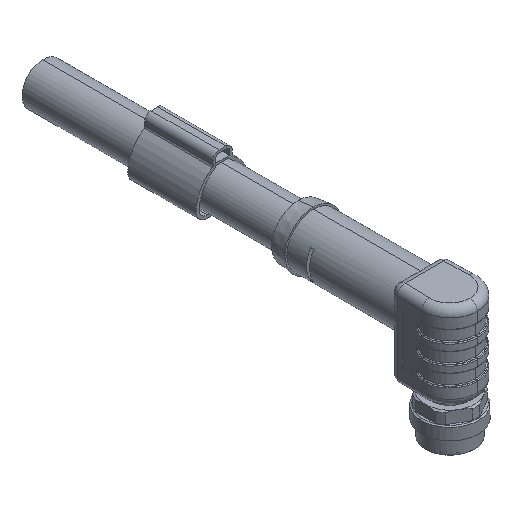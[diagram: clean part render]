
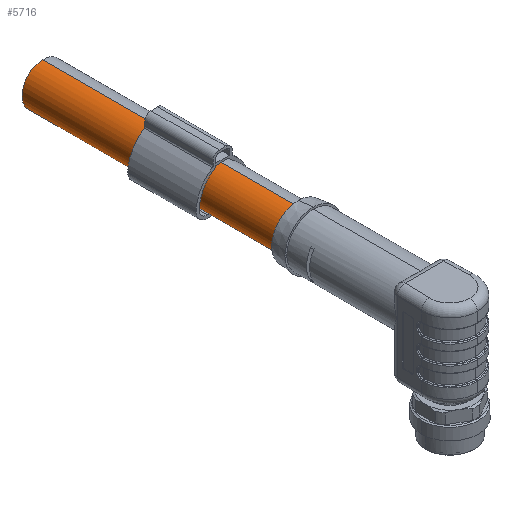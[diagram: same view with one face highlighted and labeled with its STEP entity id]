
A CAD part, isometric view. The second image highlights one B-rep face of the part: STEP entity #5716.
In plain terms, the highlighted cylindrical face has radius 5.5 mm (diameter 11 mm), a partial arc.
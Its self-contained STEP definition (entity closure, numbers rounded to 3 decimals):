
#5681=AXIS2_PLACEMENT_3D('Cylinder Axis2P3D',#5678,#5679,#5680) ;
#5699=AXIS2_PLACEMENT_3D('Circle Axis2P3D',#5697,#5698,$) ;
#5706=AXIS2_PLACEMENT_3D('Circle Axis2P3D',#5704,#5705,$) ;
#5568=CARTESIAN_POINT('Control Point',(7.5,47.5,33.2)) ;
#5569=CARTESIAN_POINT('Control Point',(6.926,47.5,33.2)) ;
#5570=CARTESIAN_POINT('Control Point',(6.351,47.5,33.125)) ;
#5571=CARTESIAN_POINT('Control Point',(5.79,47.5,32.975)) ;
#5572=CARTESIAN_POINT('Control Point',(4.719,47.5,32.532)) ;
#5573=CARTESIAN_POINT('Control Point',(3.798,47.5,31.829)) ;
#5574=CARTESIAN_POINT('Control Point',(3.386,47.5,31.419)) ;
#5575=CARTESIAN_POINT('Control Point',(2.68,47.5,30.501)) ;
#5576=CARTESIAN_POINT('Control Point',(2.232,47.5,29.432)) ;
#5577=CARTESIAN_POINT('Control Point',(2.08,47.5,28.871)) ;
#5578=CARTESIAN_POINT('Control Point',(1.925,47.5,27.723)) ;
#5579=CARTESIAN_POINT('Control Point',(2.07,47.5,26.573)) ;
#5580=CARTESIAN_POINT('Control Point',(2.218,47.5,26.011)) ;
#5581=CARTESIAN_POINT('Control Point',(2.657,47.5,24.939)) ;
#5582=CARTESIAN_POINT('Control Point',(3.356,47.5,24.015)) ;
#5583=CARTESIAN_POINT('Control Point',(3.764,47.5,23.602)) ;
#5584=CARTESIAN_POINT('Control Point',(4.679,47.5,22.891)) ;
#5585=CARTESIAN_POINT('Control Point',(5.746,47.5,22.439)) ;
#5586=CARTESIAN_POINT('Control Point',(6.307,47.5,22.285)) ;
#5587=CARTESIAN_POINT('Control Point',(6.889,47.5,22.204)) ;
#5588=CARTESIAN_POINT('Control Point',(7.473,47.5,22.2)) ;
#5589=CARTESIAN_POINT('Control Point',(7.482,47.5,22.2)) ;
#5590=CARTESIAN_POINT('Control Point',(7.491,47.5,22.2)) ;
#5591=CARTESIAN_POINT('Control Point',(7.5,47.5,22.2)) ;
#5592=CARTESIAN_POINT('Vertex',(7.5,47.5,33.2)) ;
#5594=CARTESIAN_POINT('Vertex',(7.5,47.5,22.2)) ;
#5678=CARTESIAN_POINT('Axis2P3D Location',(7.5,134.823,27.7)) ;
#5683=CARTESIAN_POINT('Line Origine',(7.5,134.823,22.2)) ;
#5687=CARTESIAN_POINT('Vertex',(7.5,114.823,22.2)) ;
#5690=CARTESIAN_POINT('Line Origine',(7.5,134.823,33.2)) ;
#5694=CARTESIAN_POINT('Vertex',(7.5,114.823,33.2)) ;
#5697=CARTESIAN_POINT('Axis2P3D Location',(7.5,114.823,27.7)) ;
#5701=CARTESIAN_POINT('Vertex',(2.,114.823,27.7)) ;
#5704=CARTESIAN_POINT('Axis2P3D Location',(7.5,114.823,27.7)) ;
#5679=DIRECTION('Axis2P3D Direction',(0.,-1.,0.)) ;
#5680=DIRECTION('Axis2P3D XDirection',(0.,0.,1.)) ;
#5684=DIRECTION('Vector Direction',(0.,-1.,0.)) ;
#5691=DIRECTION('Vector Direction',(0.,-1.,0.)) ;
#5698=DIRECTION('Axis2P3D Direction',(0.,-1.,0.)) ;
#5705=DIRECTION('Axis2P3D Direction',(0.,-1.,0.)) ;
#5685=VECTOR('Line Direction',#5684,1.) ;
#5692=VECTOR('Line Direction',#5691,1.) ;
#5710=ORIENTED_EDGE('',*,*,#5689,.T.) ;
#5711=ORIENTED_EDGE('',*,*,#5596,.F.) ;
#5712=ORIENTED_EDGE('',*,*,#5696,.T.) ;
#5713=ORIENTED_EDGE('',*,*,#5703,.F.) ;
#5714=ORIENTED_EDGE('',*,*,#5708,.F.) ;
#5716=ADVANCED_FACE('Hauptk\X2\00F6\X0\rper.1',(#5715),#5682,.T.) ;
#5567=B_SPLINE_CURVE_WITH_KNOTS('',5,(#5568,#5569,#5570,#5571,#5572,#5573,#5574,#5575,#5576,#5577,#5578,#5579,#5580,#5581,#5582,#5583,#5584,#5585,#5586,#5587,#5588,#5589,#5590,#5591),.UNSPECIFIED.,.F.,.U.,(6,3,3,3,3,3,3,6),(0.,4.073,8.147,12.22,16.294,20.367,24.44,24.505),.UNSPECIFIED.) ;
#5700=CIRCLE('generated circle',#5699,5.5) ;
#5707=CIRCLE('generated circle',#5706,5.5) ;
#5682=CYLINDRICAL_SURFACE('generated cylinder',#5681,5.5) ;
#5596=EDGE_CURVE('',#5593,#5595,#5567,.T.) ;
#5689=EDGE_CURVE('',#5688,#5595,#5686,.T.) ;
#5696=EDGE_CURVE('',#5593,#5695,#5693,.F.) ;
#5703=EDGE_CURVE('',#5702,#5695,#5700,.F.) ;
#5708=EDGE_CURVE('',#5688,#5702,#5707,.F.) ;
#5709=EDGE_LOOP('',(#5710,#5711,#5712,#5713,#5714)) ;
#5715=FACE_OUTER_BOUND('',#5709,.T.) ;
#5686=LINE('Line',#5683,#5685) ;
#5693=LINE('Line',#5690,#5692) ;
#5593=VERTEX_POINT('',#5592) ;
#5595=VERTEX_POINT('',#5594) ;
#5688=VERTEX_POINT('',#5687) ;
#5695=VERTEX_POINT('',#5694) ;
#5702=VERTEX_POINT('',#5701) ;
